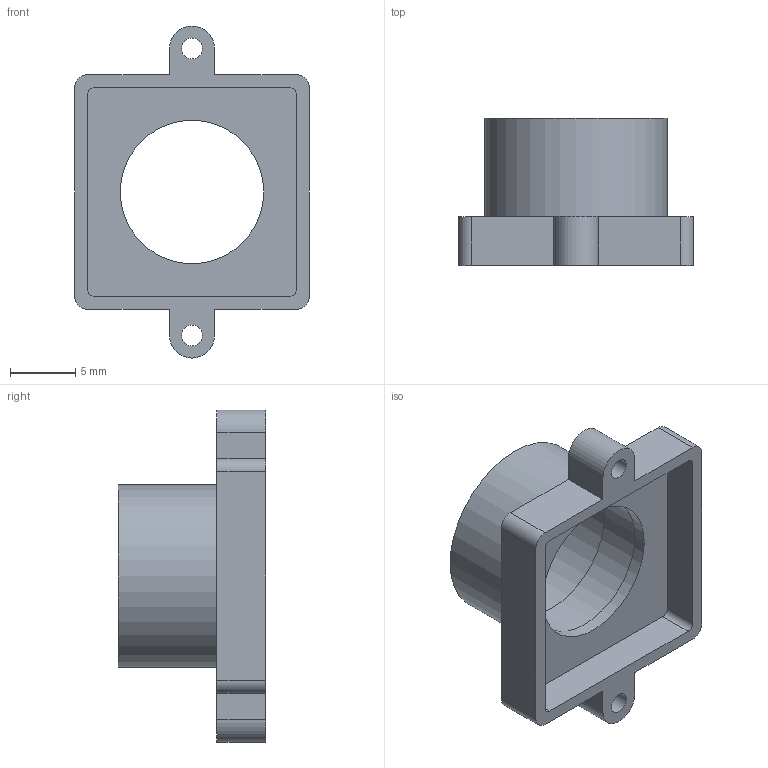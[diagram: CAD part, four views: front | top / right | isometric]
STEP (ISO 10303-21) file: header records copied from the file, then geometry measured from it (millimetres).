
FILE_DESCRIPTION(/* description */ (''),/* implementation_level */ '2;1');
FILE_NAME(/* name */ 'cmt168-1122f.stp',/* time_stamp */ '2020-11-11T09:15:21+00:00',/* author */ ('Angus'),/* organization */ (''),/* preprocessor_version */ 'ST-DEVELOPER v17.2',/* originating_system */ 'Autodesk Inventor 2019',/* authorisation */ '');
FILE_SCHEMA (('AUTOMOTIVE_DESIGN { 1 0 10303 214 3 1 1 }'));
Length unit declared in the file: millimetre
Products named in the file (1): cmt168-1122f
Bounding box: 18 x 11.3 x 25.46 mm (x, y, z)
Volume: 812.5 mm3; surface area: 1656.7 mm2
Topology: 1 solids, 1 shells, 36 faces, 97 edges, 66 vertices
Faces by surface type: plane 19, cylinder 16, cone 1
Full cylindrical faces by diameter (mm): 1.6 x2, 11 x1, 11.5 x1, 12.2 x1, 14 x1
Entity records: 1213 total; most frequent: DIRECTION 209, CARTESIAN_POINT 200, ORIENTED_EDGE 194, EDGE_CURVE 97, AXIS2_PLACEMENT_3D 75, VERTEX_POINT 66, LINE 59, VECTOR 59
